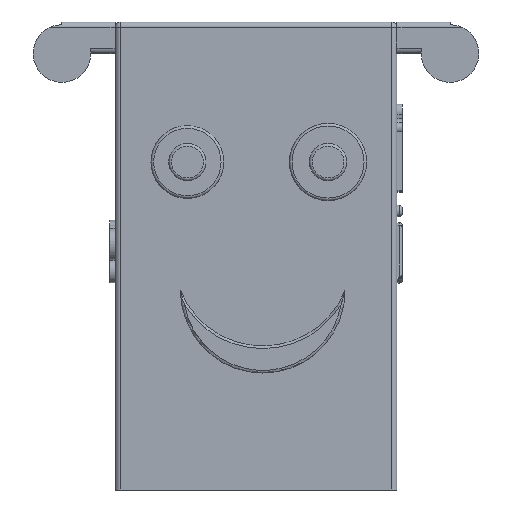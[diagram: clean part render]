
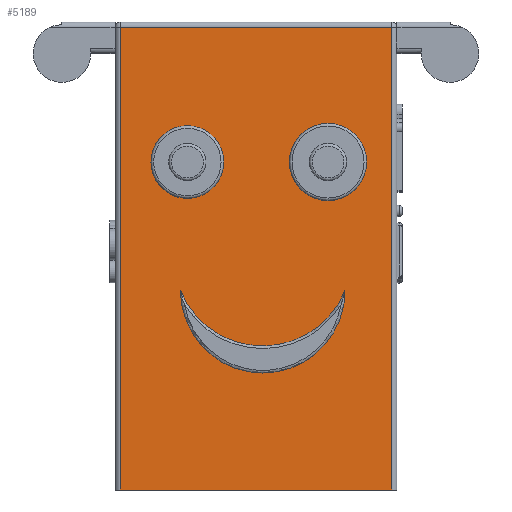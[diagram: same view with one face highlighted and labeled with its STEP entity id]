
A CAD part, left-side view. The second image highlights one B-rep face of the part: STEP entity #5189.
In plain terms, the highlighted planar face has unit normal (-1, 0, 0).
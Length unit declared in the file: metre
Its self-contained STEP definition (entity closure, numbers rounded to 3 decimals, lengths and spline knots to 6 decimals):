
#293=CIRCLE('',#7213,0.006843);
#294=CIRCLE('',#7214,0.007267);
#295=CIRCLE('',#7215,0.016708);
#296=CIRCLE('',#7216,0.015456);
#669=ORIENTED_EDGE('',*,*,#1982,.T.);
#670=ORIENTED_EDGE('',*,*,#1983,.T.);
#671=ORIENTED_EDGE('',*,*,#1984,.F.);
#672=ORIENTED_EDGE('',*,*,#1985,.T.);
#673=ORIENTED_EDGE('',*,*,#1986,.F.);
#674=ORIENTED_EDGE('',*,*,#1987,.F.);
#675=ORIENTED_EDGE('',*,*,#1988,.T.);
#676=ORIENTED_EDGE('',*,*,#1989,.F.);
#1982=EDGE_CURVE('',#2658,#2659,#3115,.T.);
#1983=EDGE_CURVE('',#2659,#2660,#3116,.T.);
#1984=EDGE_CURVE('',#2661,#2660,#3117,.T.);
#1985=EDGE_CURVE('',#2661,#2658,#3118,.F.);
#1986=EDGE_CURVE('',#2662,#2662,#293,.T.);
#1987=EDGE_CURVE('',#2663,#2663,#294,.T.);
#1988=EDGE_CURVE('',#2664,#2665,#295,.T.);
#1989=EDGE_CURVE('',#2664,#2665,#296,.T.);
#2658=VERTEX_POINT('',#9573);
#2659=VERTEX_POINT('',#9574);
#2660=VERTEX_POINT('',#9576);
#2661=VERTEX_POINT('',#9578);
#2662=VERTEX_POINT('',#9581);
#2663=VERTEX_POINT('',#9583);
#2664=VERTEX_POINT('',#9585);
#2665=VERTEX_POINT('',#9586);
#3115=LINE('',#9572,#3579);
#3116=LINE('',#9575,#3580);
#3117=LINE('',#9577,#3581);
#3118=LINE('',#9579,#3582);
#3579=VECTOR('',#7959,1.);
#3580=VECTOR('',#7960,1.);
#3581=VECTOR('',#7961,1.);
#3582=VECTOR('',#7962,1.);
#4008=EDGE_LOOP('',(#669,#670,#671,#672));
#4009=EDGE_LOOP('',(#673));
#4010=EDGE_LOOP('',(#674));
#4011=EDGE_LOOP('',(#675,#676));
#4396=FACE_BOUND('',#4008,.T.);
#4397=FACE_BOUND('',#4009,.T.);
#4398=FACE_BOUND('',#4010,.T.);
#4399=FACE_BOUND('',#4011,.T.);
#4756=PLANE('',#7212);
#5189=ADVANCED_FACE('',(#4396,#4397,#4398,#4399),#4756,.T.);
#7212=AXIS2_PLACEMENT_3D('',#9571,#7957,#7958);
#7213=AXIS2_PLACEMENT_3D('',#9580,#7963,#7964);
#7214=AXIS2_PLACEMENT_3D('',#9582,#7965,#7966);
#7215=AXIS2_PLACEMENT_3D('',#9584,#7967,#7968);
#7216=AXIS2_PLACEMENT_3D('',#9587,#7969,#7970);
#7957=DIRECTION('',(-1.,0.,0.));
#7958=DIRECTION('',(0.,-1.,0.));
#7959=DIRECTION('',(0.,1.,0.));
#7960=DIRECTION('',(0.,0.,-1.));
#7961=DIRECTION('',(0.,1.,0.));
#7962=DIRECTION('',(0.,0.,-1.));
#7963=DIRECTION('',(-1.,0.,0.));
#7964=DIRECTION('',(0.,-1.,0.));
#7965=DIRECTION('',(-1.,0.,0.));
#7966=DIRECTION('',(0.,-1.,0.));
#7967=DIRECTION('',(-1.,0.,0.));
#7968=DIRECTION('',(0.,-1.,0.));
#7969=DIRECTION('',(-1.,0.,0.));
#7970=DIRECTION('',(0.,-1.,0.));
#9571=CARTESIAN_POINT('',(-0.0255,0.,0.088));
#9572=CARTESIAN_POINT('',(-0.0255,0.,0.087));
#9573=CARTESIAN_POINT('',(-0.0255,-0.0255,0.087));
#9574=CARTESIAN_POINT('',(-0.0255,0.0255,0.087));
#9575=CARTESIAN_POINT('',(-0.0255,0.0255,0.));
#9576=CARTESIAN_POINT('',(-0.0255,0.0255,0.));
#9577=CARTESIAN_POINT('',(-0.0255,0.,0.));
#9578=CARTESIAN_POINT('',(-0.0255,-0.0255,0.));
#9579=CARTESIAN_POINT('',(-0.0255,-0.0255,0.088));
#9580=CARTESIAN_POINT('',(-0.0255,0.012907,0.06167));
#9581=CARTESIAN_POINT('',(-0.0255,0.006064,0.06167));
#9582=CARTESIAN_POINT('',(-0.0255,-0.013544,0.06167));
#9583=CARTESIAN_POINT('',(-0.0255,-0.020811,0.06167));
#9584=CARTESIAN_POINT('',(-0.0255,-0.001275,0.043795));
#9585=CARTESIAN_POINT('',(-0.0255,0.014182,0.03745));
#9586=CARTESIAN_POINT('',(-0.0255,-0.016731,0.03745));
#9587=CARTESIAN_POINT('',(-0.0255,-0.001275,0.03745));
